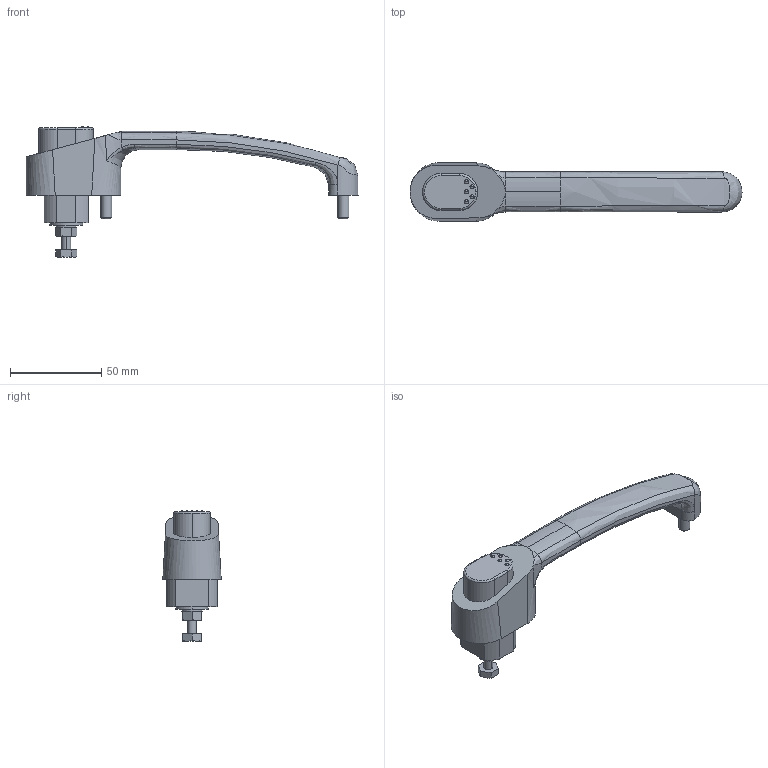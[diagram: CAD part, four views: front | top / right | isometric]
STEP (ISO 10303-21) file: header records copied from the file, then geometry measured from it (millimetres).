
FILE_DESCRIPTION (( 'STEP AP203' ), '1' );
FILE_NAME ('A-845-2.STEP', '2021-05-17T04:53:12', ( '' ), ( '' ), 'SwSTEP 2.0', 'SolidWorks 2018', '' );
FILE_SCHEMA (( 'CONFIG_CONTROL_DESIGN' ));
Length unit declared in the file: millimetre
Products named in the file (7): A-845-2_六角ボルト_内径基準ver1.03__M6x25六角ボルト(鉄); A-845-2_˜ZŠpƒiƒbƒgver1.01__M6ƒiƒbƒg(“S)1Ží; A-845-2; A-845-2_ケース_; A-845-2_押ボタン_; A-845-2_内歯ワッシャー_; A-845-2_ワッシャー_
Assembly tree (6 placements, depth 2):
  A-845-2
    A-845-2_ケース_
    A-845-2_押ボタン_
    A-845-2_六角ボルト_内径基準ver1.03__M6x25六角ボルト(鉄)
    A-845-2_˜ZŠpƒiƒbƒgver1.01__M6ƒiƒbƒg(“S)1Ží
    A-845-2_ワッシャー_
    A-845-2_内歯ワッシャー_
Bounding box: 182 x 32 x 71.5 mm (x, y, z)
Volume: 78953.3 mm3; surface area: 25329.1 mm2
Topology: 6 solids, 6 shells, 203 faces, 483 edges, 300 vertices
Faces by surface type: plane 70, cylinder 63, bspline 29, cone 26, sphere 10, torus 5
Entity records: 8681 total; most frequent: CARTESIAN_POINT 3490, ORIENTED_EDGE 954, DIRECTION 899, EDGE_CURVE 477, AXIS2_PLACEMENT_3D 352, VERTEX_POINT 300, EDGE_LOOP 225, ADVANCED_FACE 203
